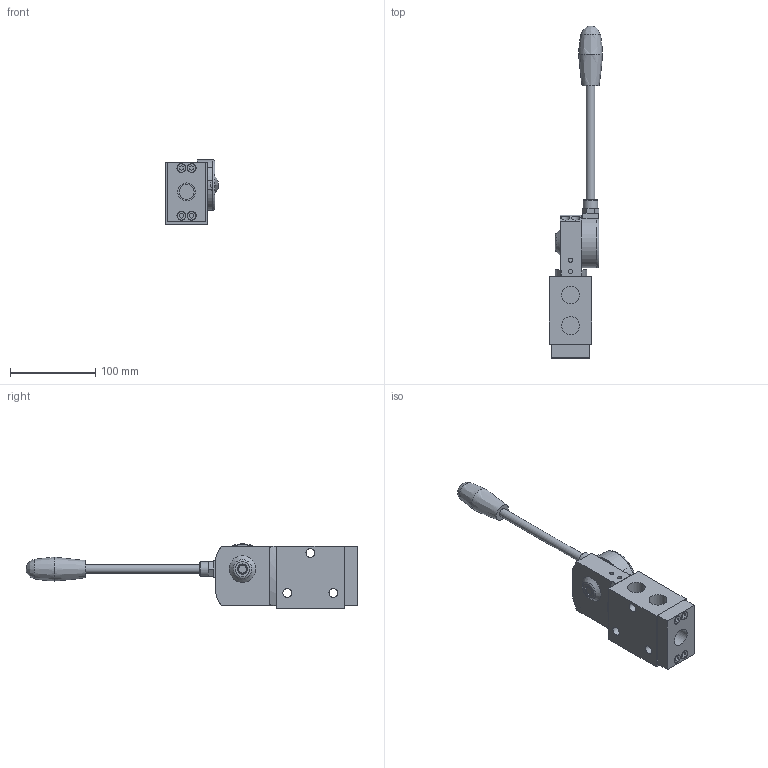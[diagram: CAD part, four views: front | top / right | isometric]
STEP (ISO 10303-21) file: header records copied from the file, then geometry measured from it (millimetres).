
FILE_DESCRIPTION( ( 'STEP AP214' ), '1' );
FILE_NAME( 'RØR DIRECTIONAL VALVE SG3.stp', '2019-09-17T09:10:52', ( '' ), ( '' ), ' ', 'PARTsolutions', ' ' );
FILE_SCHEMA( ( 'AUTOMOTIVE_DESIGN { 1 0 10303 214 1 1 1 1 }' ) );
Length unit declared in the file: millimetre
Products named in the file (11): 262522367 HAWE SG 3 L (G,D,W,V,Z,Q) ; _HAWE SG 3 L (G,D,W,V,Z,Q) ; _HAWE Hebelgehaeuse 5650 090/1; _HAWE ZylSc DIN4762 M6x65; _HAWE Welle 5650 076; _HAWE Hebelnabe 5650 096; _HAWE Haube 5650 009; _HAWE Unterlegscheibe 5650 013; _HAWE Hebelstange 5650 192 kompl; _HAWE Anschlussplatte 5703 012; _HAWE ZylSc DIN4762 M6x16
Assembly tree (16 placements, depth 2):
  262522367 HAWE SG 3 L (G,D,W,V,Z,Q) 
    _HAWE SG 3 L (G,D,W,V,Z,Q) 
    _HAWE Hebelgehaeuse 5650 090/1
    _HAWE ZylSc DIN4762 M6x65  x4
    _HAWE Welle 5650 076
    _HAWE Hebelnabe 5650 096
    _HAWE Haube 5650 009
    _HAWE Unterlegscheibe 5650 013
    _HAWE Hebelstange 5650 192 kompl
    _HAWE Anschlussplatte 5703 012
    _HAWE ZylSc DIN4762 M6x16  x4
Bounding box: 62.25 x 389.46 x 75.75 mm (x, y, z)
Volume: 478441 mm3; surface area: 127820.7 mm2
Topology: 16 solids, 16 shells, 313 faces, 675 edges, 450 vertices
Faces by surface type: plane 178, cylinder 94, cone 21, torus 17, bspline 3
Full cylindrical faces by diameter (mm): 2.3 x4, 5 x4, 6 x17, 6.4 x3, 6.5 x4, 10 x12, 10.4 x7, 10.5 x8, 12 x1, 17 x1, 17.7 x1, 19 x1, 20 x1, 20.96 x4, 21 x1, 24 x2, 58 x1, 59.5 x1
Entity records: 9309 total; most frequent: CARTESIAN_POINT 2097, DIRECTION 1124, ORIENTED_EDGE 844, AXIS2_PLACEMENT_3D 480, EDGE_CURVE 422, EDGE_LOOP 406, VERTEX_POINT 329, FACE_OUTER_BOUND 313
